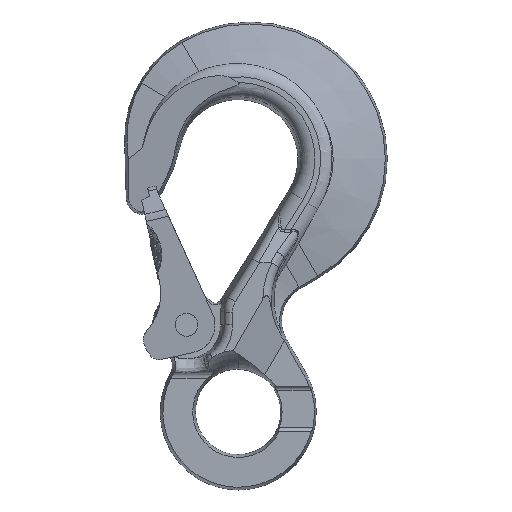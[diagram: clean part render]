
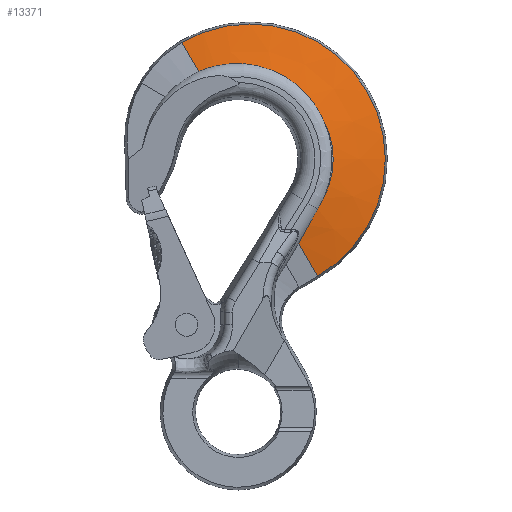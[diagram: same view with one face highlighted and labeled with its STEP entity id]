
A CAD part, front view. The second image highlights one B-rep face of the part: STEP entity #13371.
In plain terms, the highlighted conical face has half-angle 76 degrees and reference radius 38.424 mm.
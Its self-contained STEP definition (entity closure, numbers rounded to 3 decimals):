
#9366=CARTESIAN_POINT('',(28.051,-8.913,
-17.528));
#9367=CARTESIAN_POINT('',(27.329,-8.881,
-18.726));
#9368=CARTESIAN_POINT('',(25.876,-8.754,
-21.221));
#9369=CARTESIAN_POINT('',(23.688,-8.383,
-25.155));
#9370=CARTESIAN_POINT('',(22.092,-8.006,
-28.048));
#9371=CARTESIAN_POINT('',(21.257,-7.787,
-29.543));
#9447=DIRECTION('',(-0.485,-0.242,0.84));
#9448=VECTOR('',#9447,13.898);
#9449=CARTESIAN_POINT('',(28.,-4.425,
-41.222));
#9450=LINE('',#9449,#9448);
#10020=DIRECTION('',(-0.491,0.242,0.837));
#10021=VECTOR('',#10020,12.213);
#10022=CARTESIAN_POINT('',(-13.89,-7.379,
30.835));
#10023=LINE('',#10022,#10021);
#10024=CARTESIAN_POINT('',(29.998,-9.,13.783));
#10025=CARTESIAN_POINT('',(29.284,-8.968,
15.394));
#10026=CARTESIAN_POINT('',(27.61,-8.893,
18.493));
#10027=CARTESIAN_POINT('',(24.417,-8.755,
22.679));
#10028=CARTESIAN_POINT('',(20.622,-8.597,
26.303));
#10029=CARTESIAN_POINT('',(16.317,-8.426,
29.283));
#10030=CARTESIAN_POINT('',(11.605,-8.247,
31.55));
#10031=CARTESIAN_POINT('',(6.596,-8.064,
33.052));
#10032=CARTESIAN_POINT('',(1.412,-7.881,
33.752));
#10033=CARTESIAN_POINT('',(-3.825,-7.704,
33.633));
#10034=CARTESIAN_POINT('',(-8.985,-7.535,
32.696));
#10035=CARTESIAN_POINT('',(-12.292,-7.429,
31.539));
#10036=CARTESIAN_POINT('',(-13.89,-7.379,
30.835));
#10038=CARTESIAN_POINT('',(4.2,-9.,0.));
#10039=DIRECTION('',(0.,-1.,0.));
#10040=DIRECTION('',(0.882,0.,-0.471));
#10041=AXIS2_PLACEMENT_3D('',#10038,#10039,#10040);
#10043=CARTESIAN_POINT('',(28.051,-8.913,
-17.528));
#10044=CARTESIAN_POINT('',(28.292,-8.923,
-17.127));
#10045=CARTESIAN_POINT('',(28.759,-8.944,
-16.313));
#10046=CARTESIAN_POINT('',(29.409,-8.973,
-15.064));
#10047=CARTESIAN_POINT('',(29.807,-8.991,
-14.213));
#10048=CARTESIAN_POINT('',(29.998,-9.,-13.783));
#10050=CARTESIAN_POINT('',(4.2,-4.425,0.));
#10051=DIRECTION('',(0.,1.,0.));
#10052=DIRECTION('',(-0.506,0.,0.863));
#10053=AXIS2_PLACEMENT_3D('',#10050,#10051,#10052);
#10411=CARTESIAN_POINT('',(28.051,-8.913,
-17.528));
#10412=VERTEX_POINT('',#10411);
#10413=VERTEX_POINT('',#9371);
#10580=CARTESIAN_POINT('',(28.,-4.425,
-41.222));
#10581=VERTEX_POINT('',#10580);
#10584=CARTESIAN_POINT('',(-13.89,-7.379,
30.835));
#10585=CARTESIAN_POINT('',(-19.886,-4.425,
41.055));
#10586=VERTEX_POINT('',#10584);
#10587=VERTEX_POINT('',#10585);
#10588=VERTEX_POINT('',#10048);
#10589=VERTEX_POINT('',#10024);
#13354=CARTESIAN_POINT('',(4.2,-6.712,0.));
#13355=DIRECTION('',(0.,1.,0.));
#13356=DIRECTION('',(0.5,0.,-0.866));
#13357=AXIS2_PLACEMENT_3D('',#13354,#13355,#13356);
#13358=CONICAL_SURFACE('',#13357,38.424,76.);
#13360=ORIENTED_EDGE('',*,*,#13359,.F.);
#13361=ORIENTED_EDGE('',*,*,#13259,.F.);
#13363=ORIENTED_EDGE('',*,*,#13362,.F.);
#13364=ORIENTED_EDGE('',*,*,#13255,.F.);
#13365=ORIENTED_EDGE('',*,*,#12702,.T.);
#13366=ORIENTED_EDGE('',*,*,#12793,.F.);
#13368=ORIENTED_EDGE('',*,*,#13367,.F.);
#13369=EDGE_LOOP('',(#13360,#13361,#13363,#13364,#13365,#13366,#13368));
#13370=FACE_OUTER_BOUND('',#13369,.F.);
#13371=ADVANCED_FACE('',(#13370),#13358,.F.);
#9372=B_SPLINE_CURVE_WITH_KNOTS('',3,(#9366,#9367,#9368,#9369,#9370,#9371),
.UNSPECIFIED.,.F.,.F.,(4,1,1,4),(0.,0.333,0.667,1.),
.UNSPECIFIED.);
#10037=B_SPLINE_CURVE_WITH_KNOTS('',3,(#10024,#10025,#10026,#10027,#10028,
#10029,#10030,#10031,#10032,#10033,#10034,#10035,#10036),.UNSPECIFIED.,.F.,.F.,(
4,1,1,1,1,1,1,1,1,1,4),(0.,0.1,0.2,0.3,0.4,0.5,0.6,0.7,0.8,
0.9,1.),.UNSPECIFIED.);
#10042=CIRCLE('',#10041,29.249);
#10049=B_SPLINE_CURVE_WITH_KNOTS('',3,(#10043,#10044,#10045,#10046,#10047,
#10048),.UNSPECIFIED.,.F.,.F.,(4,1,1,4),(0.,0.333,
0.667,1.),.UNSPECIFIED.);
#10054=CIRCLE('',#10053,47.599);
#12702=EDGE_CURVE('',#10412,#10413,#9372,.T.);
#12793=EDGE_CURVE('',#10581,#10413,#9450,.T.);
#13255=EDGE_CURVE('',#10412,#10588,#10049,.T.);
#13259=EDGE_CURVE('',#10589,#10586,#10037,.T.);
#13359=EDGE_CURVE('',#10586,#10587,#10023,.T.);
#13362=EDGE_CURVE('',#10588,#10589,#10042,.T.);
#13367=EDGE_CURVE('',#10587,#10581,#10054,.T.);
